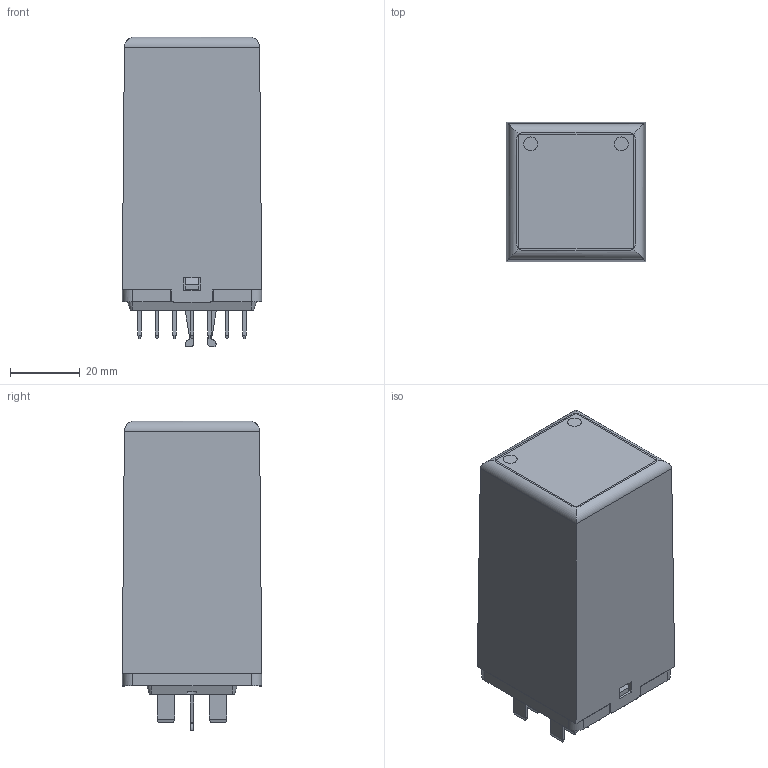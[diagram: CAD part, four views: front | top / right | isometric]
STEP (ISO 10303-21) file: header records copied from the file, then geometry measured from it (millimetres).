
FILE_DESCRIPTION((''),'2;1');
FILE_NAME('TDBE-U200.stp','2011-03-08T13:05:12',('oey'),(''),'Autodesk Inventor 2011','Autodesk Inventor 2011','');
FILE_SCHEMA(('AUTOMOTIVE_DESIGN { 1 0 10303 214 1 1 1 1 }'));
Length unit declared in the file: millimetre
Products named in the file (1): TDBE-U200
Bounding box: 40 x 40.06 x 88.85 mm (x, y, z)
Volume: 29390.1 mm3; surface area: 35738.7 mm2
Topology: 1 solids, 1 shells, 1487 faces, 4258 edges, 2714 vertices
Faces by surface type: plane 899, cylinder 409, bspline 116, sphere 56, cone 6, torus 1
Full cylindrical faces by diameter (mm): 1.6 x14, 1.7 x1, 2.7 x4, 4 x2
Entity records: 50788 total; most frequent: CARTESIAN_POINT 10309, ORIENTED_EDGE 8446, DIRECTION 7735, EDGE_CURVE 4223, VECTOR 2967, LINE 2967, VERTEX_POINT 2694, AXIS2_PLACEMENT_3D 2384
